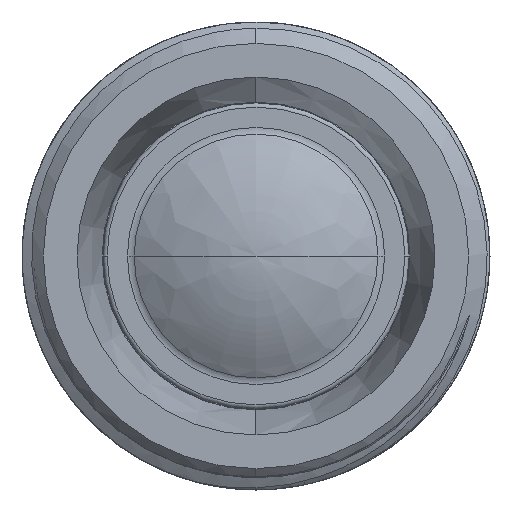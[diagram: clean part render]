
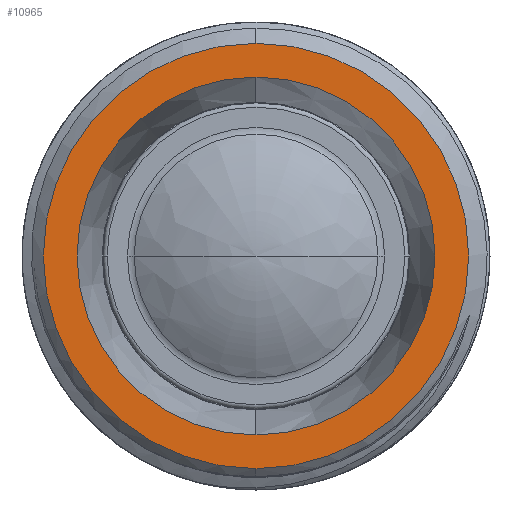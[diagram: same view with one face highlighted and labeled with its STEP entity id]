
A CAD part, left-side view. The second image highlights one B-rep face of the part: STEP entity #10965.
In plain terms, the highlighted planar face has unit normal (-1, 0, 0).
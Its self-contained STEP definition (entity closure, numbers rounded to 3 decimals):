
#435 = VERTEX_POINT ( 'NONE', #10027 ) ;
#491 = CARTESIAN_POINT ( 'NONE',  ( -1.212, 0., 4.207 ) ) ;
#574 = FACE_BOUND ( 'NONE', #10561, .T. ) ;
#1439 = DIRECTION ( 'NONE',  ( 0., 0., 1. ) ) ;
#1450 = AXIS2_PLACEMENT_3D ( 'NONE', #4903, #9520, #6046 ) ;
#1504 = EDGE_LOOP ( 'NONE', ( #13569, #12665 ) ) ;
#1508 = DIRECTION ( 'NONE',  ( 1., 0., 0. ) ) ;
#1637 = AXIS2_PLACEMENT_3D ( 'NONE', #8249, #12689, #1439 ) ;
#1823 = CARTESIAN_POINT ( 'NONE',  ( -1.212, 0., 5. ) ) ;
#2499 = ORIENTED_EDGE ( 'NONE', *, *, #10820, .T. ) ;
#2558 = ORIENTED_EDGE ( 'NONE', *, *, #13228, .T. ) ;
#3047 = AXIS2_PLACEMENT_3D ( 'NONE', #10200, #11485, #8033 ) ;
#3525 = PLANE ( 'NONE',  #13780 ) ;
#3581 = CIRCLE ( 'NONE', #13483, 4.207 ) ;
#3806 = EDGE_CURVE ( 'NONE', #13486, #12113, #11331, .T. ) ;
#4903 = CARTESIAN_POINT ( 'NONE',  ( -1.212, 0., 0. ) ) ;
#6046 = DIRECTION ( 'NONE',  ( 0., 0., 1. ) ) ;
#6893 = CARTESIAN_POINT ( 'NONE',  ( -1.212, 0., 0. ) ) ;
#7088 = DIRECTION ( 'NONE',  ( 0., 0., -1. ) ) ;
#8026 = CIRCLE ( 'NONE', #1450, 4.207 ) ;
#8033 = DIRECTION ( 'NONE',  ( 0., 0., -1. ) ) ;
#8106 = DIRECTION ( 'NONE',  ( -1., 0., 0. ) ) ;
#8249 = CARTESIAN_POINT ( 'NONE',  ( -1.212, 0., 0. ) ) ;
#9141 = DIRECTION ( 'NONE',  ( 0., -1., 0. ) ) ;
#9520 = DIRECTION ( 'NONE',  ( 1., 0., 0. ) ) ;
#9521 = CARTESIAN_POINT ( 'NONE',  ( -1.212, 0., 0. ) ) ;
#9606 = VERTEX_POINT ( 'NONE', #491 ) ;
#10027 = CARTESIAN_POINT ( 'NONE',  ( -1.212, 0., -4.207 ) ) ;
#10200 = CARTESIAN_POINT ( 'NONE',  ( -1.212, 0., 0. ) ) ;
#10561 = EDGE_LOOP ( 'NONE', ( #2558, #2499 ) ) ;
#10666 = CIRCLE ( 'NONE', #1637, 5. ) ;
#10820 = EDGE_CURVE ( 'NONE', #435, #9606, #3581, .T. ) ;
#10965 = ADVANCED_FACE ( 'NONE', ( #12444, #574 ), #3525, .T. ) ;
#11331 = CIRCLE ( 'NONE', #3047, 5. ) ;
#11485 = DIRECTION ( 'NONE',  ( 1., 0., 0. ) ) ;
#11949 = CARTESIAN_POINT ( 'NONE',  ( -1.212, 0., -5. ) ) ;
#12113 = VERTEX_POINT ( 'NONE', #1823 ) ;
#12444 = FACE_OUTER_BOUND ( 'NONE', #1504, .T. ) ;
#12665 = ORIENTED_EDGE ( 'NONE', *, *, #14036, .F. ) ;
#12689 = DIRECTION ( 'NONE',  ( 1., 0., 0. ) ) ;
#13228 = EDGE_CURVE ( 'NONE', #9606, #435, #8026, .T. ) ;
#13483 = AXIS2_PLACEMENT_3D ( 'NONE', #9521, #1508, #7088 ) ;
#13486 = VERTEX_POINT ( 'NONE', #11949 ) ;
#13569 = ORIENTED_EDGE ( 'NONE', *, *, #3806, .F. ) ;
#13780 = AXIS2_PLACEMENT_3D ( 'NONE', #6893, #8106, #9141 ) ;
#14036 = EDGE_CURVE ( 'NONE', #12113, #13486, #10666, .T. ) ;
